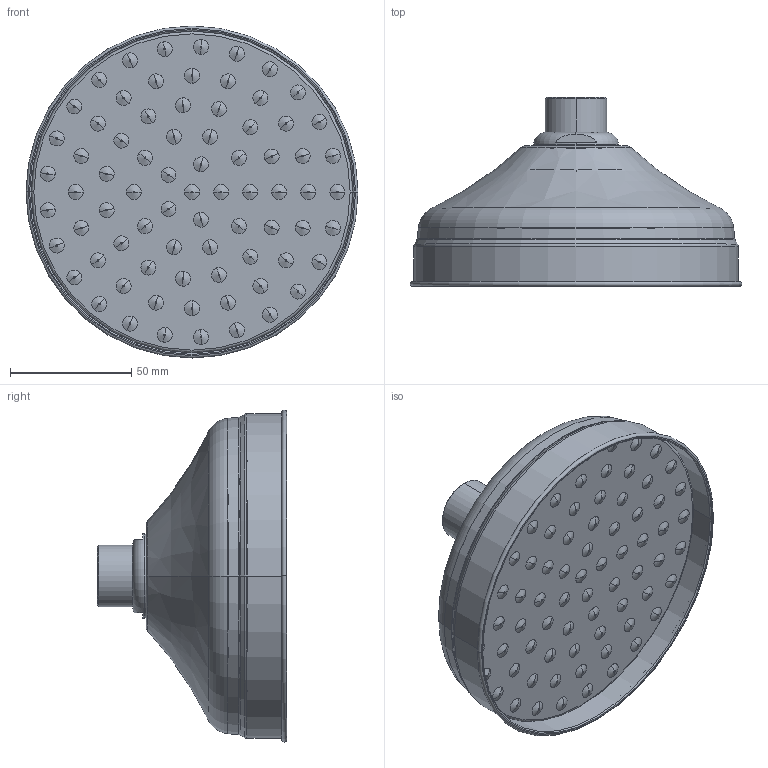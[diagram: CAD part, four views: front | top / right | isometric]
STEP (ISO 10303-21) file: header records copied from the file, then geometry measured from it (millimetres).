
FILE_DESCRIPTION((''),'2;1');
FILE_NAME('209_ASM','2021-03-16T15:13:48',('rsmith'),(''),'CREO PARAMETRIC BY PTC INC, 2018400','CREO PARAMETRIC BY PTC INC, 2018400','');
FILE_SCHEMA(('AUTOMOTIVE_DESIGN { 1 0 10303 214 1 1 1 1 }'));
Length unit declared in the file: inch
Products named in the file (11): 11944_AF0; 11943_AF0; 91572_AF0; 11945_AF0; 11946_AF0; 91588_AF0; 92804_AF0; 209A_AF0_ASM; 12833_AF0; 91606_AF0; 209_ASM
Assembly tree (10 placements, depth 3):
  209_ASM
    209A_AF0_ASM
      11944_AF0
      11943_AF0
      91572_AF0
      11945_AF0
      11946_AF0
      91588_AF0
      92804_AF0
    12833_AF0
    91606_AF0
Bounding box: 137 x 78.07 x 137 mm (x, y, z)
Volume: 25796.4 mm3; surface area: 87370.2 mm2
Topology: 4 solids, 4 shells, 636 faces, 1482 edges, 908 vertices
Faces by surface type: cone 324, cylinder 166, plane 116, torus 24, bspline 6
Entity records: 19670 total; most frequent: DIRECTION 3780, CARTESIAN_POINT 3289, ORIENTED_EDGE 2964, AXIS2_PLACEMENT_3D 1644, EDGE_CURVE 1482, CIRCLE 986, VERTEX_POINT 908, EDGE_LOOP 848
